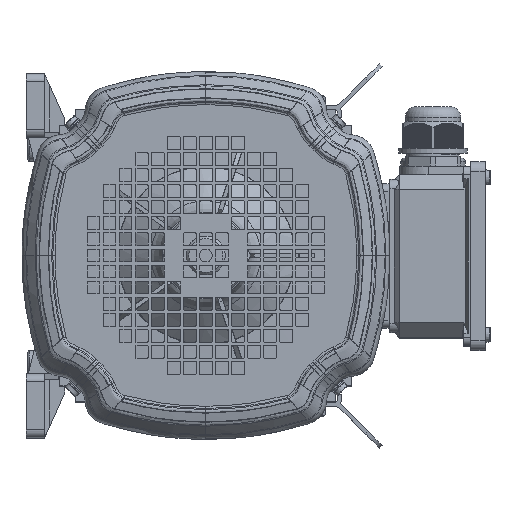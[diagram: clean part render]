
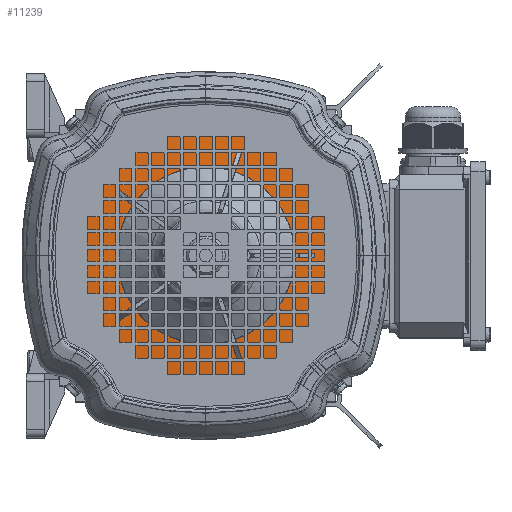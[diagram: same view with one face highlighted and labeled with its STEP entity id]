
A CAD part, top view. The second image highlights one B-rep face of the part: STEP entity #11239.
In plain terms, the highlighted conical face has half-angle 87 degrees and reference radius 30.395 mm.
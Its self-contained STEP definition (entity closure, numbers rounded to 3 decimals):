
#682=CONICAL_SURFACE('',#87727,30.395,87.);
#1531=B_SPLINE_CURVE_WITH_KNOTS('',3,(#132301,#132302,#132303,#132304),
 .UNSPECIFIED.,.F.,.F.,(4,4),(0.,1.),.UNSPECIFIED.);
#1532=B_SPLINE_CURVE_WITH_KNOTS('',3,(#132308,#132309,#132310,#132311),
 .UNSPECIFIED.,.F.,.F.,(4,4),(0.,1.),.UNSPECIFIED.);
#1533=B_SPLINE_CURVE_WITH_KNOTS('',3,(#132315,#132316,#132317,#132318),
 .UNSPECIFIED.,.F.,.F.,(4,4),(0.,1.),.UNSPECIFIED.);
#1534=B_SPLINE_CURVE_WITH_KNOTS('',3,(#132322,#132323,#132324,#132325),
 .UNSPECIFIED.,.F.,.F.,(4,4),(0.,1.),.UNSPECIFIED.);
#1535=B_SPLINE_CURVE_WITH_KNOTS('',3,(#132326,#132327,#132328,#132329),
 .UNSPECIFIED.,.F.,.F.,(4,4),(0.,1.),.UNSPECIFIED.);
#1536=B_SPLINE_CURVE_WITH_KNOTS('',3,(#132333,#132334,#132335,#132336),
 .UNSPECIFIED.,.F.,.F.,(4,4),(0.,1.),.UNSPECIFIED.);
#5422=FACE_BOUND('',#22747,.T.);
#5423=FACE_BOUND('',#22748,.T.);
#7118=CIRCLE('',#87690,87.195);
#7119=CIRCLE('',#87692,87.195);
#7136=CIRCLE('',#87721,30.395);
#7137=CIRCLE('',#87723,93.);
#7138=CIRCLE('',#87724,87.195);
#7139=CIRCLE('',#87725,93.);
#7140=CIRCLE('',#87726,93.);
#11239=ADVANCED_FACE('',(#5422,#5423),#682,.T.);
#22747=EDGE_LOOP('',(#35085,#35086,#35087,#35088,#35089,#35090,#35091,#35092,
#35093,#35094,#35095,#35096));
#22748=EDGE_LOOP('',(#35097));
#35085=ORIENTED_EDGE('',*,*,#63354,.F.);
#35086=ORIENTED_EDGE('',*,*,#63397,.F.);
#35087=ORIENTED_EDGE('',*,*,#63398,.T.);
#35088=ORIENTED_EDGE('',*,*,#63399,.T.);
#35089=ORIENTED_EDGE('',*,*,#63400,.F.);
#35090=ORIENTED_EDGE('',*,*,#63401,.F.);
#35091=ORIENTED_EDGE('',*,*,#63402,.T.);
#35092=ORIENTED_EDGE('',*,*,#63403,.T.);
#35093=ORIENTED_EDGE('',*,*,#63349,.F.);
#35094=ORIENTED_EDGE('',*,*,#63404,.F.);
#35095=ORIENTED_EDGE('',*,*,#63405,.T.);
#35096=ORIENTED_EDGE('',*,*,#63406,.T.);
#35097=ORIENTED_EDGE('',*,*,#63396,.T.);
#53676=VERTEX_POINT('',#132113);
#53677=VERTEX_POINT('',#132114);
#53678=VERTEX_POINT('',#132134);
#53679=VERTEX_POINT('',#132141);
#53709=VERTEX_POINT('',#132299);
#53710=VERTEX_POINT('',#132305);
#53711=VERTEX_POINT('',#132307);
#53712=VERTEX_POINT('',#132312);
#53713=VERTEX_POINT('',#132314);
#53714=VERTEX_POINT('',#132319);
#53715=VERTEX_POINT('',#132321);
#53716=VERTEX_POINT('',#132330);
#53717=VERTEX_POINT('',#132332);
#63349=EDGE_CURVE('',#53676,#53677,#7118,.T.);
#63354=EDGE_CURVE('',#53679,#53678,#7119,.T.);
#63396=EDGE_CURVE('',#53709,#53709,#7136,.T.);
#63397=EDGE_CURVE('',#53710,#53679,#1531,.T.);
#63398=EDGE_CURVE('',#53710,#53711,#7137,.T.);
#63399=EDGE_CURVE('',#53711,#53712,#1532,.T.);
#63400=EDGE_CURVE('',#53713,#53712,#7138,.T.);
#63401=EDGE_CURVE('',#53714,#53713,#1533,.T.);
#63402=EDGE_CURVE('',#53714,#53715,#7139,.T.);
#63403=EDGE_CURVE('',#53715,#53677,#1534,.T.);
#63404=EDGE_CURVE('',#53716,#53676,#1535,.T.);
#63405=EDGE_CURVE('',#53716,#53717,#7140,.T.);
#63406=EDGE_CURVE('',#53717,#53678,#1536,.T.);
#87690=AXIS2_PLACEMENT_3D('',#132112,#100918,#100919);
#87692=AXIS2_PLACEMENT_3D('',#132142,#100922,#100923);
#87721=AXIS2_PLACEMENT_3D('',#132298,#100999,#101000);
#87723=AXIS2_PLACEMENT_3D('',#132306,#101003,#101004);
#87724=AXIS2_PLACEMENT_3D('',#132313,#101005,#101006);
#87725=AXIS2_PLACEMENT_3D('',#132320,#101007,#101008);
#87726=AXIS2_PLACEMENT_3D('',#132331,#101009,#101010);
#87727=AXIS2_PLACEMENT_3D('',#132337,#101011,#101012);
#100918=DIRECTION('',(0.,0.,-1.));
#100919=DIRECTION('',(-1.,0.,0.));
#100922=DIRECTION('',(0.,0.,-1.));
#100923=DIRECTION('',(-1.,0.,0.));
#100999=DIRECTION('',(0.,0.,-1.));
#101000=DIRECTION('',(-1.,0.,0.));
#101003=DIRECTION('',(0.,0.,1.));
#101004=DIRECTION('',(-0.5,0.866,0.));
#101005=DIRECTION('',(0.,0.,-1.));
#101006=DIRECTION('',(-1.,0.,0.));
#101007=DIRECTION('',(0.,0.,1.));
#101008=DIRECTION('',(-0.5,-0.866,0.));
#101009=DIRECTION('',(0.,0.,1.));
#101010=DIRECTION('',(1.,0.,0.));
#101011=DIRECTION('',(0.,0.,-1.));
#101012=DIRECTION('',(1.,0.,0.));
#132112=CARTESIAN_POINT('',(0.,0.,246.924));
#132113=CARTESIAN_POINT('',(-87.021,5.511,246.924));
#132114=CARTESIAN_POINT('',(38.737,78.118,246.924));
#132134=CARTESIAN_POINT('',(-87.021,-5.511,246.924));
#132141=CARTESIAN_POINT('',(38.737,-78.118,246.924));
#132142=CARTESIAN_POINT('',(0.,0.,246.924));
#132298=CARTESIAN_POINT('',(0.,0.,249.901));
#132299=CARTESIAN_POINT('',(-30.395,0.,249.901));
#132301=CARTESIAN_POINT('',(42.103,-82.924,246.62));
#132302=CARTESIAN_POINT('',(40.981,-81.322,246.721));
#132303=CARTESIAN_POINT('',(39.859,-79.72,246.823));
#132304=CARTESIAN_POINT('',(38.737,-78.118,246.924));
#132305=CARTESIAN_POINT('',(42.103,-82.924,246.62));
#132306=CARTESIAN_POINT('',(0.,0.,246.62));
#132307=CARTESIAN_POINT('',(50.763,-77.924,246.62));
#132308=CARTESIAN_POINT('',(50.763,-77.924,246.62));
#132309=CARTESIAN_POINT('',(49.936,-76.151,246.721));
#132310=CARTESIAN_POINT('',(49.11,-74.379,246.823));
#132311=CARTESIAN_POINT('',(48.283,-72.607,246.924));
#132312=CARTESIAN_POINT('',(48.283,-72.607,246.924));
#132313=CARTESIAN_POINT('',(0.,0.,246.924));
#132314=CARTESIAN_POINT('',(48.283,72.607,246.924));
#132315=CARTESIAN_POINT('',(50.763,77.924,246.62));
#132316=CARTESIAN_POINT('',(49.936,76.151,246.721));
#132317=CARTESIAN_POINT('',(49.11,74.379,246.823));
#132318=CARTESIAN_POINT('',(48.283,72.607,246.924));
#132319=CARTESIAN_POINT('',(50.763,77.924,246.62));
#132320=CARTESIAN_POINT('',(0.,0.,
246.62));
#132321=CARTESIAN_POINT('',(42.103,82.924,246.62));
#132322=CARTESIAN_POINT('',(42.103,82.924,246.62));
#132323=CARTESIAN_POINT('',(40.981,81.322,246.721));
#132324=CARTESIAN_POINT('',(39.859,79.72,246.823));
#132325=CARTESIAN_POINT('',(38.737,78.118,246.924));
#132326=CARTESIAN_POINT('',(-92.865,5.,246.62));
#132327=CARTESIAN_POINT('',(-90.917,5.17,246.721));
#132328=CARTESIAN_POINT('',(-88.969,5.341,246.823));
#132329=CARTESIAN_POINT('',(-87.021,5.511,246.924));
#132330=CARTESIAN_POINT('',(-92.865,5.,246.62));
#132331=CARTESIAN_POINT('',(0.,0.,246.62));
#132332=CARTESIAN_POINT('',(-92.865,-5.,246.62));
#132333=CARTESIAN_POINT('',(-92.865,-5.,246.62));
#132334=CARTESIAN_POINT('',(-90.917,-5.17,246.721));
#132335=CARTESIAN_POINT('',(-88.969,-5.341,246.823));
#132336=CARTESIAN_POINT('',(-87.021,-5.511,246.924));
#132337=CARTESIAN_POINT('',(0.,0.,249.901));
